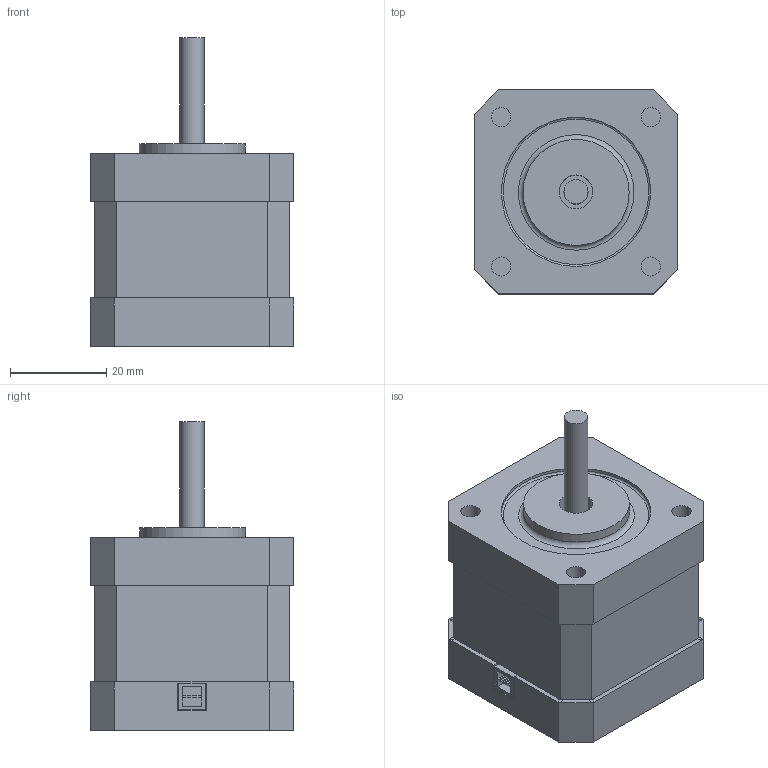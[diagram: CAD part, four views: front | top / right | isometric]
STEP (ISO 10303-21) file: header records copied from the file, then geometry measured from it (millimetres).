
FILE_DESCRIPTION(('FreeCAD Model'),'2;1');
FILE_NAME('nema17.step','2020-06-25T13:47:02',('Author'),(''), 'Open CASCADE STEP processor 7.3','FreeCAD','Unknown');
FILE_SCHEMA(('AUTOMOTIVE_DESIGN { 1 0 10303 214 1 1 1 1 }'));
Length unit declared in the file: millimetre
Products named in the file (1): Body
Bounding box: 42.3 x 42.3 x 64 mm (x, y, z)
Volume: 66219.6 mm3; surface area: 12706.2 mm2
Topology: 1 solids, 1 shells, 117 faces, 264 edges, 164 vertices
Faces by surface type: plane 107, cylinder 8, torus 2
Full cylindrical faces by diameter (mm): 4 x4, 5 x1, 7 x1, 22 x1, 31 x1
Entity records: 6638 total; most frequent: CARTESIAN_POINT 1104, DIRECTION 1043, LINE 756, VECTOR 756, ORIENTED_EDGE 528, PCURVE 528, DEFINITIONAL_REPRESENTATION 528, EDGE_CURVE 264
